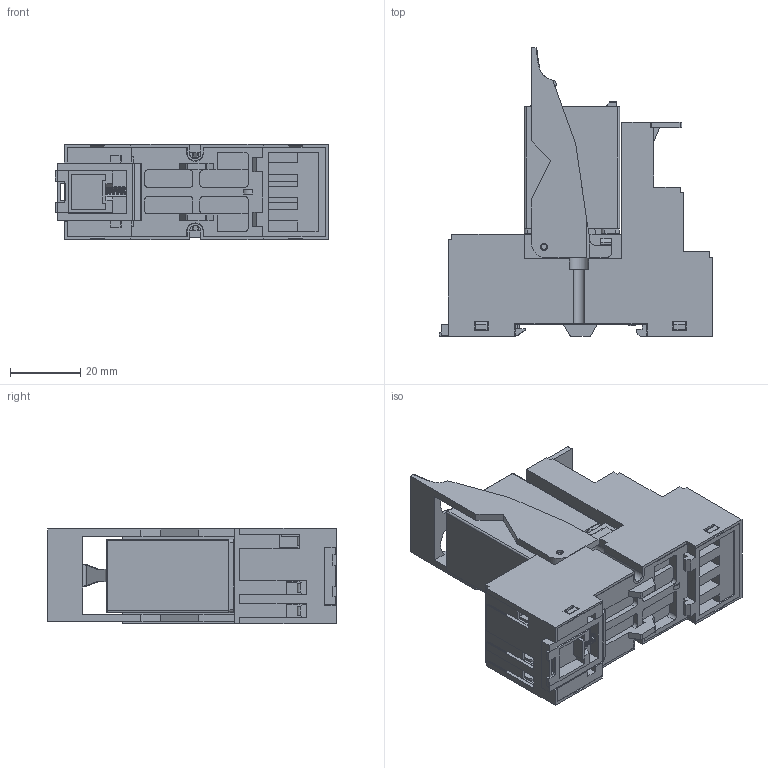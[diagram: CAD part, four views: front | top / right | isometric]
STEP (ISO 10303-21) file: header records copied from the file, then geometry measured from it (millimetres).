
FILE_DESCRIPTION (( 'STEP AP203' ), '1' );
FILE_NAME ('33_HF18FZ XX-4Z233+18FF-4Z-C5+18FF-H4+18FF-M1.STEP', '2024-12-16T19:42:50', ( '' ), ( '' ), 'SwSTEP 2.0', 'SolidWorks 2022', '' );
FILE_SCHEMA (( 'CONFIG_CONTROL_DESIGN' ));
Products named in the file (1): 33_HF18FZ XX-4Z233+18FF-4Z-C5+18FF-H4+18FF-M1
Bounding box: 78 x 82.45 x 27.25 mm (x, y, z)
Surface area: 76848.9 mm2 (no closed solid volume)
Topology: 0 solids, 68 shells, 7216 faces, 18954 edges, 12182 vertices
Faces by surface type: plane 5113, cylinder 1619, torus 147, bspline 125, sphere 119, cone 93
Entity records: 227675 total; most frequent: CARTESIAN_POINT 48435, ORIENTED_EDGE 37804, DIRECTION 36098, EDGE_CURVE 18905, VECTOR 14432, LINE 14432, VERTEX_POINT 12174, AXIS2_PLACEMENT_3D 10833
